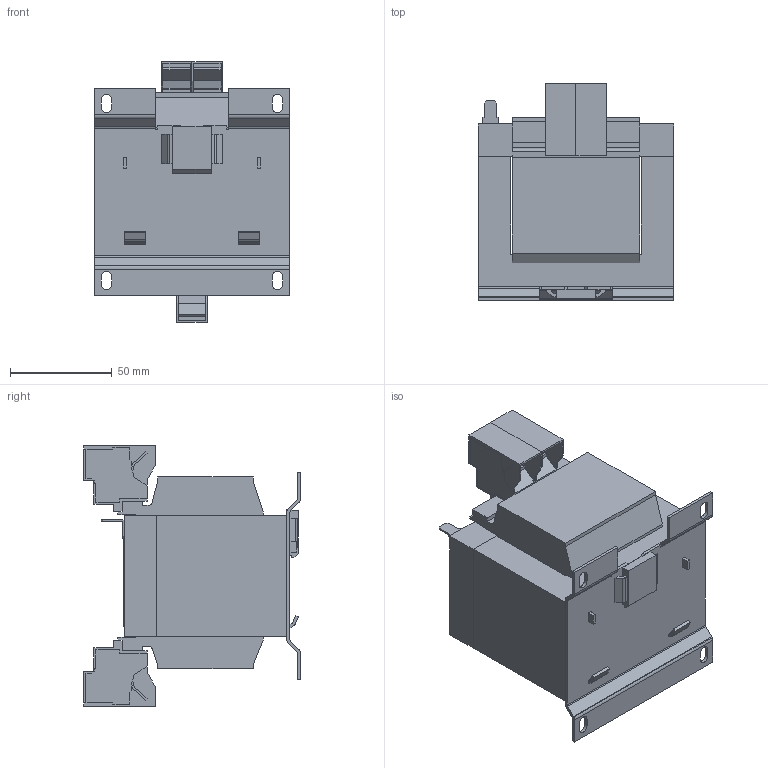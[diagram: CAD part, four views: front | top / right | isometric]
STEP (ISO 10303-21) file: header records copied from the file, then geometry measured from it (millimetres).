
FILE_DESCRIPTION (( 'STEP AP214' ), '1' );
FILE_NAME ('185910.STEP', '2023-08-15T08:28:04', ( '' ), ( '' ), 'SwSTEP 2.0', 'SolidWorks 2018', '' );
FILE_SCHEMA (( 'AUTOMOTIVE_DESIGN' ));
Length unit declared in the file: millimetre
Products named in the file (1): 185910
Bounding box: 96.06 x 106.42 x 128.2 mm (x, y, z)
Volume: 622669.5 mm3; surface area: 98472.3 mm2
Topology: 1 solids, 1 shells, 373 faces, 1138 edges, 774 vertices
Faces by surface type: plane 311, cylinder 58, bspline 4
Entity records: 12826 total; most frequent: CARTESIAN_POINT 2434, ORIENTED_EDGE 2276, DIRECTION 1986, EDGE_CURVE 1138, VECTOR 1014, LINE 1014, VERTEX_POINT 774, AXIS2_PLACEMENT_3D 486
